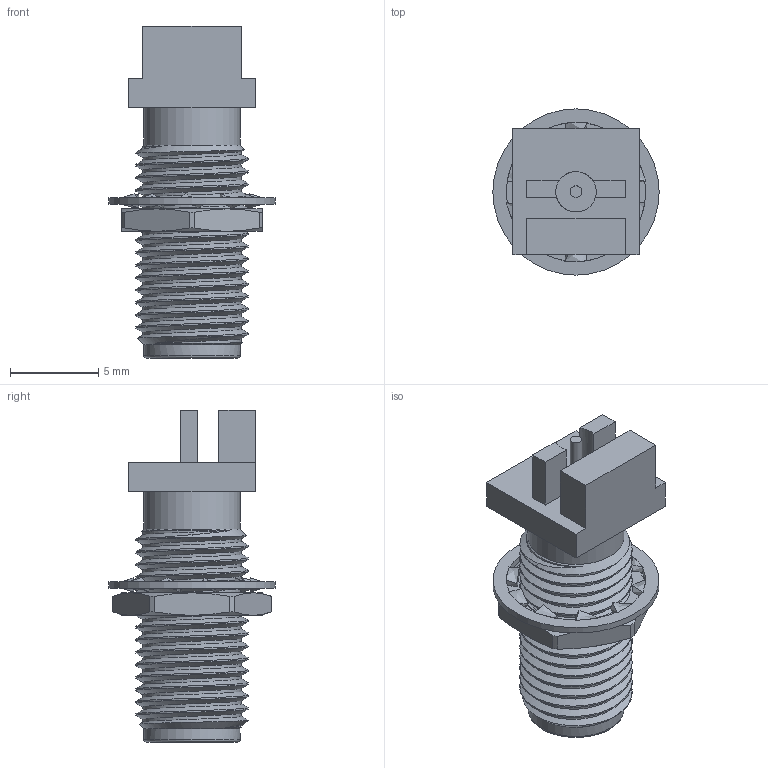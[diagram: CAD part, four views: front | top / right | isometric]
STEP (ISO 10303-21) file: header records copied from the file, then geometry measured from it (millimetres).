
FILE_DESCRIPTION (( 'STEP AP203' ), '1' );
FILE_NAME ('SC8447.step', '2020-01-28T15:40:51', ( '' ), ( '' ), 'SwSTEP 2.0', 'SolidWorks 2018', '' );
FILE_SCHEMA (( 'CONFIG_CONTROL_DESIGN' ));
Length unit declared in the file: inch
Products named in the file (1): SC8447
Bounding box: 9.4 x 9.4 x 18.77 mm (x, y, z)
Volume: 437.6 mm3; surface area: 786.8 mm2
Topology: 3 solids, 3 shells, 138 faces, 402 edges, 276 vertices
Faces by surface type: plane 46, bspline 46, cylinder 26, cone 19, torus 1
Full cylindrical faces by diameter (mm): 0.66 x1, 0.914 x1, 1.168 x1, 2.286 x1, 4.572 x1, 5.436 x2, 9.398 x1
Entity records: 10634 total; most frequent: CARTESIAN_POINT 7314, ORIENTED_EDGE 764, DIRECTION 520, EDGE_CURVE 382, VERTEX_POINT 270, AXIS2_PLACEMENT_3D 186, EDGE_LOOP 160, LINE 148
